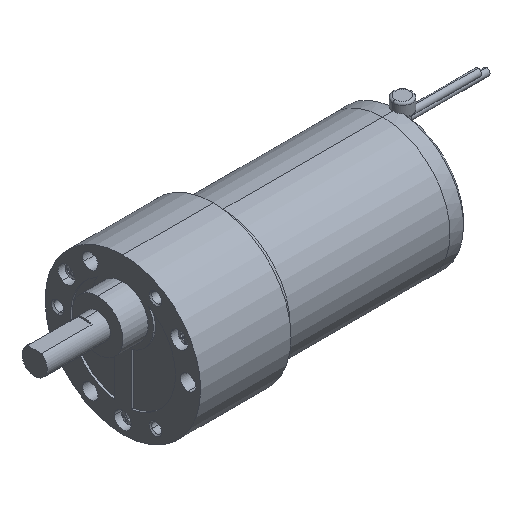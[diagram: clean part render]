
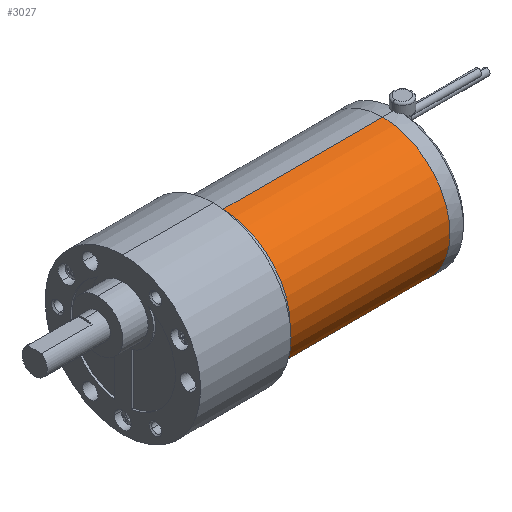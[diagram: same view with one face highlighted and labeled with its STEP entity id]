
A CAD part, isometric view. The second image highlights one B-rep face of the part: STEP entity #3027.
In plain terms, the highlighted cylindrical face has radius 16 mm (diameter 32 mm), a partial arc.
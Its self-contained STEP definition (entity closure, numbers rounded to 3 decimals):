
#2949=CARTESIAN_POINT('POINT2822',(23.8,0.,
   9.));
#2950=VERTEX_POINT('VERTEX2822',#2949);
#2959=CARTESIAN_POINT('POINT2823',(23.8,0.,
   -23.));
#2960=VERTEX_POINT('VERTEX2823',#2959);
#2968=CARTESIAN_POINT('POS4043',(23.8,0.,-7.));
#2969=DIRECTION('DIR6329',(-1.,0.,0.));
#2970=DIRECTION('DIR6330',(0.,0.,1.));
#2971=AXIS2_PLACEMENT_3D('AXIS2287',#2968,#2969,#2970);
#2972=CIRCLE('ELLIPSE1105',#2971,16.);
#2973=EDGE_CURVE('EDGE4525',#2960,#2950,#2972,.T.);
#2996=CARTESIAN_POINT('POINT2824',(61.8,0.,
   9.));
#2997=VERTEX_POINT('VERTEX2824',#2996);
#2998=CARTESIAN_POINT('POS4046',(42.8,0.,
   9.));
#2999=DIRECTION('DIR6335',(-1.,0.,0.));
#3000=VECTOR('VEC1757',#2999,1.);
#3001=LINE('STRAIGHT1757',#2998,#3000);
#3002=EDGE_CURVE('EDGE4527',#2997,#2950,#3001,.T.);
#3003=ORIENTED_EDGE('COEDGE9051',*,*,#3002,.T.);
#3004=ORIENTED_EDGE('COEDGE9052',*,*,#2973,.F.);
#3005=CARTESIAN_POINT('POINT2825',(61.8,0.,
   -23.));
#3006=VERTEX_POINT('VERTEX2825',#3005);
#3007=CARTESIAN_POINT('POS4047',(42.8,0.,
   -23.));
#3008=DIRECTION('DIR6336',(1.,0.,0.));
#3009=VECTOR('VEC1758',#3008,1.);
#3010=LINE('STRAIGHT1758',#3007,#3009);
#3011=EDGE_CURVE('EDGE4528',#2960,#3006,#3010,.T.);
#3012=ORIENTED_EDGE('COEDGE9053',*,*,#3011,.T.);
#3013=CARTESIAN_POINT('POS4048',(61.8,0.,-7.));
#3014=DIRECTION('DIR6337',(-1.,0.,0.));
#3015=DIRECTION('DIR6338',(0.,0.,1.));
#3016=AXIS2_PLACEMENT_3D('AXIS2290',#3013,#3014,#3015);
#3017=CIRCLE('ELLIPSE1107',#3016,16.);
#3018=EDGE_CURVE('EDGE4529',#3006,#2997,#3017,.T.);
#3019=ORIENTED_EDGE('COEDGE9054',*,*,#3018,.T.);
#3020=EDGE_LOOP('NONE',(#3003,#3004,#3012,#3019));
#3021=FACE_BOUND('LOOP1',#3020,.T.);
#3022=CARTESIAN_POINT('POS4049',(42.8,0.,-7.));
#3023=DIRECTION('DIR6339',(-1.,0.,0.));
#3024=DIRECTION('DIR6340',(0.,0.,1.));
#3025=AXIS2_PLACEMENT_3D('AXIS2291',#3022,#3023,#3024);
#3026=CYLINDRICAL_SURFACE('CONE_SURF469',#3025,16.);
#3027=ADVANCED_FACE('FACE2018',(#3021),#3026,.T.);
